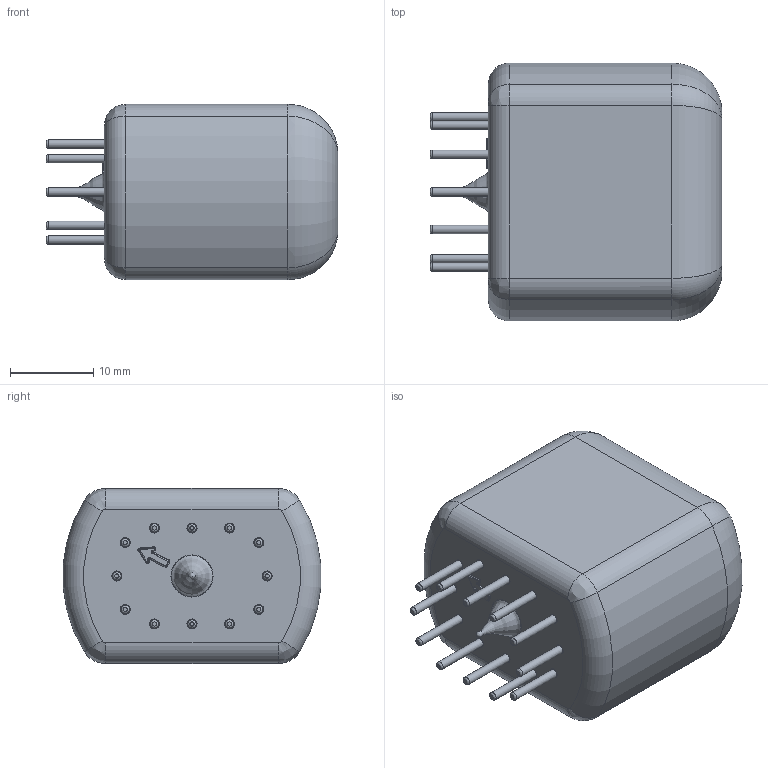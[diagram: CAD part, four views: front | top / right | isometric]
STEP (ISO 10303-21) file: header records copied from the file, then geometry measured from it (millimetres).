
FILE_DESCRIPTION(('STEP AP203'), '1');
FILE_NAME('IN-12A.stp', '2013-01-22T19:03:49', ('UNSPECIFIED'), ('UNSPECIFIED'), 'ASCON STEP Converter 1.0', 'Kompas 3D', '');
FILE_SCHEMA(('CONFIG_CONTROL_DESIGN'));
Length unit declared in the file: millimetre
Products named in the file (34): 1; 2; 3; 4; 5; 6; 7; 8; 9; 10; 11; 12; 13; 14; 15; 16; 17; 18; 19; 20; 21; 22; 23; 24; 25; 26; 27; 28; 29; 30; 31; 32; 33; 34
Assembly tree (55 placements, depth 2):
  1
    2
    3
    4
    5  x12
    6
    7
    8
    9
    10
    11
    12
    13
    14
    15
    16
    17
    18
    19
    20
    21
    22
    23
    24  x12
    25
    26
    27
    28
    29
    30
    31
    32
    33
    34
Bounding box: 35 x 30.89 x 21 mm (x, y, z)
Volume: 17062.9 mm3; surface area: 15247.1 mm2
Topology: 66 solids, 67 shells, 1478 faces, 3643 edges, 2297 vertices
Faces by surface type: plane 808, cylinder 364, bspline 109, cone 96, torus 86, revolution 15
Full cylindrical faces by diameter (mm): 0.5 x1, 0.8 x6, 1 x75, 1.8 x2, 2 x2, 2.1 x24, 4 x1, 6.5 x1, 10 x3
Entity records: 56409 total; most frequent: CARTESIAN_POINT 18450, ORIENTED_EDGE 6782, DIRECTION 6675, EDGE_CURVE 3399, LINE 2342, VECTOR 2342, VERTEX_POINT 2165, AXIS2_PLACEMENT_3D 2159
